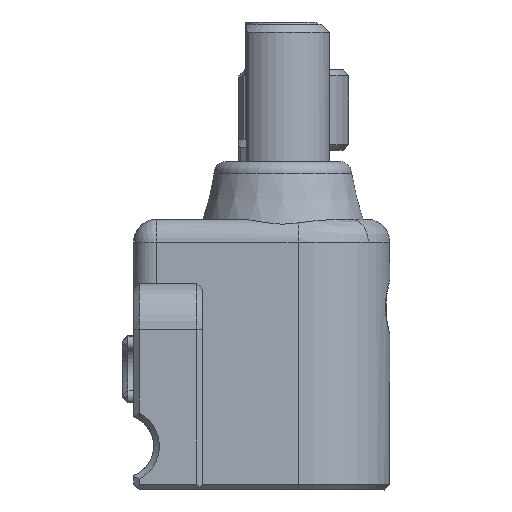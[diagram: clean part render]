
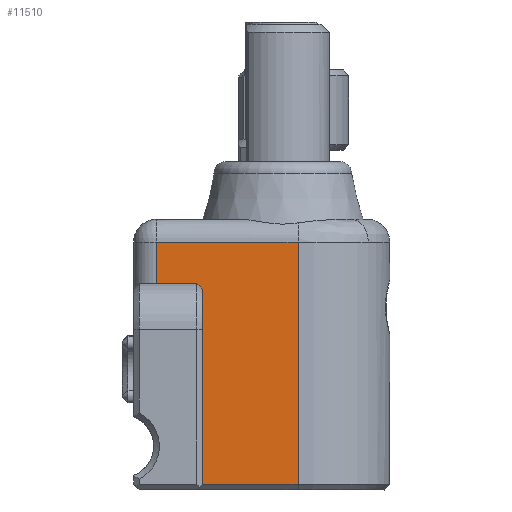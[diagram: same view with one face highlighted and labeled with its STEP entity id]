
A CAD part, left-side view. The second image highlights one B-rep face of the part: STEP entity #11510.
In plain terms, the highlighted planar face has unit normal (-1, 0, 0).
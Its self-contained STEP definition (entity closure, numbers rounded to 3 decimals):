
#500=LINE('',#16871,#1267);
#511=LINE('',#16899,#1278);
#514=LINE('',#16904,#1281);
#526=LINE('',#16941,#1293);
#533=LINE('',#16964,#1300);
#534=LINE('',#16980,#1301);
#535=LINE('',#16981,#1302);
#1267=VECTOR('',#13650,10.);
#1278=VECTOR('',#13679,10.);
#1281=VECTOR('',#13684,10.);
#1293=VECTOR('',#13718,10.);
#1300=VECTOR('',#13745,10.);
#1301=VECTOR('',#13750,10.);
#1302=VECTOR('',#13751,8.);
#1966=PLANE('',#12445);
#2427=FACE_OUTER_BOUND('',#3116,.T.);
#3116=EDGE_LOOP('',(#8181,#8182,#8183,#8184,#8185,#8186,#8187));
#4890=VERTEX_POINT('',#16868);
#4891=VERTEX_POINT('',#16870);
#4899=VERTEX_POINT('',#16898);
#4900=VERTEX_POINT('',#16902);
#4914=VERTEX_POINT('',#16939);
#4920=VERTEX_POINT('',#16963);
#4923=VERTEX_POINT('',#16979);
#6116=EDGE_CURVE('',#4891,#4890,#500,.T.);
#6130=EDGE_CURVE('',#4899,#4890,#511,.F.);
#6133=EDGE_CURVE('',#4899,#4900,#514,.T.);
#6152=EDGE_CURVE('',#4891,#4914,#526,.T.);
#6163=EDGE_CURVE('',#4914,#4920,#533,.T.);
#6167=EDGE_CURVE('',#4923,#4900,#534,.T.);
#6168=EDGE_CURVE('',#4923,#4920,#535,.T.);
#8181=ORIENTED_EDGE('',*,*,#6152,.F.);
#8182=ORIENTED_EDGE('',*,*,#6116,.T.);
#8183=ORIENTED_EDGE('',*,*,#6130,.F.);
#8184=ORIENTED_EDGE('',*,*,#6133,.T.);
#8185=ORIENTED_EDGE('',*,*,#6167,.F.);
#8186=ORIENTED_EDGE('',*,*,#6168,.T.);
#8187=ORIENTED_EDGE('',*,*,#6163,.F.);
#11510=ADVANCED_FACE('',(#2427),#1966,.T.);
#12445=AXIS2_PLACEMENT_3D('',#16978,#13748,#13749);
#13650=DIRECTION('',(0.,-1.,0.));
#13679=DIRECTION('',(0.,-0.707,-0.707));
#13684=DIRECTION('',(0.,0.,-1.));
#13718=DIRECTION('',(0.,0.,1.));
#13745=DIRECTION('',(0.,-1.,0.));
#13748=DIRECTION('center_axis',(-1.,0.,0.));
#13749=DIRECTION('ref_axis',(0.,0.,
-1.));
#13750=DIRECTION('',(0.,1.,0.));
#13751=DIRECTION('',(0.,0.,1.));
#16868=CARTESIAN_POINT('',(13.438,11.789,-0.023));
#16870=CARTESIAN_POINT('',(13.438,15.289,-0.023));
#16871=CARTESIAN_POINT('',(13.438,11.289,-0.023));
#16898=CARTESIAN_POINT('',(13.438,11.289,-0.523));
#16899=CARTESIAN_POINT('',(13.438,8.567,-3.245));
#16902=CARTESIAN_POINT('',(13.438,11.289,-17.523));
#16904=CARTESIAN_POINT('',(13.438,11.289,-4.923));
#16939=CARTESIAN_POINT('',(13.438,15.289,3.577));
#16941=CARTESIAN_POINT('',(13.438,15.289,-7.247));
#16963=CARTESIAN_POINT('',(13.438,2.965,3.577));
#16964=CARTESIAN_POINT('',(13.438,5.714,3.577));
#16978=CARTESIAN_POINT('Origin',(13.438,5.3,-5.923));
#16979=CARTESIAN_POINT('',(13.438,2.965,-17.523));
#16980=CARTESIAN_POINT('',(13.438,-0.818,-17.523));
#16981=CARTESIAN_POINT('',(13.438,2.965,-9.923));
